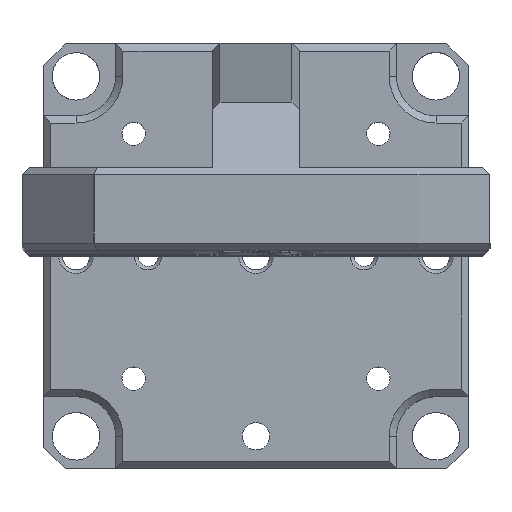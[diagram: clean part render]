
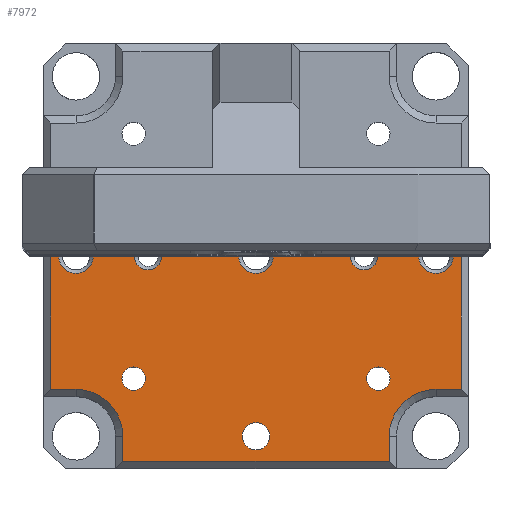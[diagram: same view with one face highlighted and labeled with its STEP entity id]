
A CAD part, top view. The second image highlights one B-rep face of the part: STEP entity #7972.
In plain terms, the highlighted planar face has unit normal (0, 0, 1).
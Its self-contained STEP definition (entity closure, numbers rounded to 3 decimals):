
#1186=CARTESIAN_POINT('',(9.847,96.,42.));
#1187=VERTEX_POINT('',#1186);
#1188=CARTESIAN_POINT('',(5.153,96.,42.));
#1189=VERTEX_POINT('',#1188);
#1213=CARTESIAN_POINT('',(4.,96.,42.));
#1214=VERTEX_POINT('',#1213);
#1283=CARTESIAN_POINT('',(34.847,96.,42.));
#1284=VERTEX_POINT('',#1283);
#1285=CARTESIAN_POINT('',(30.153,96.,42.));
#1286=VERTEX_POINT('',#1285);
#1308=CARTESIAN_POINT('',(19.333,96.,42.));
#1309=VERTEX_POINT('',#1308);
#1310=CARTESIAN_POINT('',(15.667,96.,42.));
#1311=VERTEX_POINT('',#1310);
#1365=CARTESIAN_POINT('',(61.,96.,42.));
#1366=VERTEX_POINT('',#1365);
#1405=CARTESIAN_POINT('',(49.333,96.,42.));
#1406=VERTEX_POINT('',#1405);
#1407=CARTESIAN_POINT('',(45.667,96.,42.));
#1408=VERTEX_POINT('',#1407);
#2557=CARTESIAN_POINT('',(5.153,96.,42.));
#2558=DIRECTION('',(-1.0,0.0,0.0));
#2559=VECTOR('',#2558,1.153);
#2560=LINE('',#2557,#2559);
#2561=EDGE_CURVE('',#1189,#1214,#2560,.T.);
#2564=CARTESIAN_POINT('',(15.667,96.,42.));
#2565=DIRECTION('',(-1.0,0.0,0.0));
#2566=VECTOR('',#2565,5.82);
#2567=LINE('',#2564,#2566);
#2568=EDGE_CURVE('',#1311,#1187,#2567,.T.);
#2571=CARTESIAN_POINT('',(30.153,96.,42.));
#2572=DIRECTION('',(-1.0,0.0,0.0));
#2573=VECTOR('',#2572,10.82);
#2574=LINE('',#2571,#2573);
#2575=EDGE_CURVE('',#1286,#1309,#2574,.T.);
#2578=CARTESIAN_POINT('',(45.667,96.,42.));
#2579=DIRECTION('',(-1.0,0.0,0.0));
#2580=VECTOR('',#2579,10.82);
#2581=LINE('',#2578,#2580);
#2582=EDGE_CURVE('',#1408,#1284,#2581,.T.);
#2585=CARTESIAN_POINT('',(55.153,96.,42.));
#2586=VERTEX_POINT('',#2585);
#2587=CARTESIAN_POINT('',(55.153,96.,42.));
#2588=DIRECTION('',(-1.0,0.0,0.0));
#2589=VECTOR('',#2588,5.82);
#2590=LINE('',#2587,#2589);
#2591=EDGE_CURVE('',#2586,#1406,#2590,.T.);
#2593=CARTESIAN_POINT('',(59.847,96.,42.));
#2594=VERTEX_POINT('',#2593);
#2601=CARTESIAN_POINT('',(61.,96.,42.));
#2602=DIRECTION('',(-1.0,0.0,0.0));
#2603=VECTOR('',#2602,1.153);
#2604=LINE('',#2601,#2603);
#2605=EDGE_CURVE('',#1366,#2594,#2604,.T.);
#7814=CARTESIAN_POINT('',(57.5,95.5,42.));
#7815=DIRECTION('',(0.0,0.0,1.0));
#7816=DIRECTION('',(1.0,0.0,0.0));
#7817=AXIS2_PLACEMENT_3D('',#7814,#7815,#7816);
#7818=CIRCLE('',#7817,2.4);
#7819=EDGE_CURVE('',#2586,#2594,#7818,.T.);
#7825=CARTESIAN_POINT('',(32.5,95.5,42.));
#7826=DIRECTION('',(0.0,0.0,-1.0));
#7827=DIRECTION('',(1.0,0.0,0.0));
#7828=AXIS2_PLACEMENT_3D('',#7825,#7826,#7827);
#7829=PLANE('',#7828);
#7830=ORIENTED_EDGE('',*,*,#2605,.T.);
#7831=ORIENTED_EDGE('',*,*,#7819,.F.);
#7832=ORIENTED_EDGE('',*,*,#2591,.T.);
#7833=CARTESIAN_POINT('',(47.5,95.5,42.));
#7834=DIRECTION('',(0.0,0.0,1.0));
#7835=DIRECTION('',(1.0,0.0,0.0));
#7836=AXIS2_PLACEMENT_3D('',#7833,#7834,#7835);
#7837=CIRCLE('',#7836,1.9);
#7838=EDGE_CURVE('',#1408,#1406,#7837,.T.);
#7839=ORIENTED_EDGE('',*,*,#7838,.F.);
#7840=ORIENTED_EDGE('',*,*,#2582,.T.);
#7841=CARTESIAN_POINT('',(32.5,95.5,42.));
#7842=DIRECTION('',(0.0,0.0,1.0));
#7843=DIRECTION('',(1.0,0.0,0.0));
#7844=AXIS2_PLACEMENT_3D('',#7841,#7842,#7843);
#7845=CIRCLE('',#7844,2.4);
#7846=EDGE_CURVE('',#1286,#1284,#7845,.T.);
#7847=ORIENTED_EDGE('',*,*,#7846,.F.);
#7848=ORIENTED_EDGE('',*,*,#2575,.T.);
#7849=CARTESIAN_POINT('',(17.5,95.5,42.));
#7850=DIRECTION('',(0.0,0.0,1.0));
#7851=DIRECTION('',(1.0,0.0,0.0));
#7852=AXIS2_PLACEMENT_3D('',#7849,#7850,#7851);
#7853=CIRCLE('',#7852,1.9);
#7854=EDGE_CURVE('',#1311,#1309,#7853,.T.);
#7855=ORIENTED_EDGE('',*,*,#7854,.F.);
#7856=ORIENTED_EDGE('',*,*,#2568,.T.);
#7857=CARTESIAN_POINT('',(7.5,95.5,42.));
#7858=DIRECTION('',(0.0,0.0,1.0));
#7859=DIRECTION('',(1.0,0.0,0.0));
#7860=AXIS2_PLACEMENT_3D('',#7857,#7858,#7859);
#7861=CIRCLE('',#7860,2.4);
#7862=EDGE_CURVE('',#1189,#1187,#7861,.T.);
#7863=ORIENTED_EDGE('',*,*,#7862,.F.);
#7864=ORIENTED_EDGE('',*,*,#2561,.T.);
#7865=CARTESIAN_POINT('',(4.,77.,42.));
#7866=VERTEX_POINT('',#7865);
#7867=CARTESIAN_POINT('',(4.,96.,42.));
#7868=DIRECTION('',(0.0,-1.0,0.0));
#7869=VECTOR('',#7868,19.);
#7870=LINE('',#7867,#7869);
#7871=EDGE_CURVE('',#1214,#7866,#7870,.T.);
#7872=ORIENTED_EDGE('',*,*,#7871,.T.);
#7873=CARTESIAN_POINT('',(7.5,77.,42.));
#7874=VERTEX_POINT('',#7873);
#7875=CARTESIAN_POINT('',(7.5,77.,42.));
#7876=DIRECTION('',(-1.0,0.0,0.0));
#7877=VECTOR('',#7876,3.5);
#7878=LINE('',#7875,#7877);
#7879=EDGE_CURVE('',#7874,#7866,#7878,.T.);
#7880=ORIENTED_EDGE('',*,*,#7879,.F.);
#7881=CARTESIAN_POINT('',(14.,70.5,42.));
#7882=VERTEX_POINT('',#7881);
#7883=CARTESIAN_POINT('',(7.5,70.5,42.));
#7884=DIRECTION('',(0.0,0.0,1.0));
#7885=DIRECTION('',(1.0,0.0,0.0));
#7886=AXIS2_PLACEMENT_3D('',#7883,#7884,#7885);
#7887=CIRCLE('',#7886,6.5);
#7888=EDGE_CURVE('',#7882,#7874,#7887,.T.);
#7889=ORIENTED_EDGE('',*,*,#7888,.F.);
#7890=CARTESIAN_POINT('',(14.,67.,42.));
#7891=VERTEX_POINT('',#7890);
#7892=CARTESIAN_POINT('',(14.,67.,42.));
#7893=DIRECTION('',(0.0,1.0,0.0));
#7894=VECTOR('',#7893,3.5);
#7895=LINE('',#7892,#7894);
#7896=EDGE_CURVE('',#7891,#7882,#7895,.T.);
#7897=ORIENTED_EDGE('',*,*,#7896,.F.);
#7898=CARTESIAN_POINT('',(51.,67.,42.));
#7899=VERTEX_POINT('',#7898);
#7900=CARTESIAN_POINT('',(51.,67.,42.));
#7901=DIRECTION('',(-1.0,0.0,0.0));
#7902=VECTOR('',#7901,37.0);
#7903=LINE('',#7900,#7902);
#7904=EDGE_CURVE('',#7899,#7891,#7903,.T.);
#7905=ORIENTED_EDGE('',*,*,#7904,.F.);
#7906=CARTESIAN_POINT('',(51.,70.5,42.));
#7907=VERTEX_POINT('',#7906);
#7908=CARTESIAN_POINT('',(51.,70.5,42.));
#7909=DIRECTION('',(0.0,-1.0,0.0));
#7910=VECTOR('',#7909,3.5);
#7911=LINE('',#7908,#7910);
#7912=EDGE_CURVE('',#7907,#7899,#7911,.T.);
#7913=ORIENTED_EDGE('',*,*,#7912,.F.);
#7914=CARTESIAN_POINT('',(57.5,77.,42.));
#7915=VERTEX_POINT('',#7914);
#7916=CARTESIAN_POINT('',(57.5,70.5,42.));
#7917=DIRECTION('',(0.0,0.0,1.0));
#7918=DIRECTION('',(-1.0,0.0,0.0));
#7919=AXIS2_PLACEMENT_3D('',#7916,#7917,#7918);
#7920=CIRCLE('',#7919,6.5);
#7921=EDGE_CURVE('',#7915,#7907,#7920,.T.);
#7922=ORIENTED_EDGE('',*,*,#7921,.F.);
#7923=CARTESIAN_POINT('',(61.,77.,42.));
#7924=VERTEX_POINT('',#7923);
#7925=CARTESIAN_POINT('',(61.,77.,42.));
#7926=DIRECTION('',(-1.0,0.0,0.0));
#7927=VECTOR('',#7926,3.5);
#7928=LINE('',#7925,#7927);
#7929=EDGE_CURVE('',#7924,#7915,#7928,.T.);
#7930=ORIENTED_EDGE('',*,*,#7929,.F.);
#7931=CARTESIAN_POINT('',(61.,77.,42.));
#7932=DIRECTION('',(0.0,1.0,0.0));
#7933=VECTOR('',#7932,19.);
#7934=LINE('',#7931,#7933);
#7935=EDGE_CURVE('',#7924,#1366,#7934,.T.);
#7936=ORIENTED_EDGE('',*,*,#7935,.T.);
#7937=EDGE_LOOP('',(#7830,#7831,#7832,#7839,#7840,#7847,#7848,#7855,#7856,#7863,#7864,#7872,#7880,#7889,#7897,#7905,#7913,#7922,#7930,#7936));
#7938=FACE_OUTER_BOUND('',#7937,.T.);
#7939=CARTESIAN_POINT('',(30.6,70.5,42.));
#7940=VERTEX_POINT('',#7939);
#7941=CARTESIAN_POINT('',(32.5,70.5,42.));
#7942=DIRECTION('',(0.0,0.0,-1.0));
#7943=DIRECTION('',(1.0,0.0,0.0));
#7944=AXIS2_PLACEMENT_3D('',#7941,#7942,#7943);
#7945=CIRCLE('',#7944,1.9);
#7946=EDGE_CURVE('',#7940,#7940,#7945,.T.);
#7947=ORIENTED_EDGE('',*,*,#7946,.T.);
#7948=EDGE_LOOP('',(#7947));
#7949=FACE_BOUND('',#7948,.T.);
#7950=CARTESIAN_POINT('',(47.879,78.5,42.));
#7951=VERTEX_POINT('',#7950);
#7952=CARTESIAN_POINT('',(49.5,78.5,42.));
#7953=DIRECTION('',(0.0,0.0,-1.0));
#7954=DIRECTION('',(1.0,0.0,0.0));
#7955=AXIS2_PLACEMENT_3D('',#7952,#7953,#7954);
#7956=CIRCLE('',#7955,1.621);
#7957=EDGE_CURVE('',#7951,#7951,#7956,.T.);
#7958=ORIENTED_EDGE('',*,*,#7957,.T.);
#7959=EDGE_LOOP('',(#7958));
#7960=FACE_BOUND('',#7959,.T.);
#7961=CARTESIAN_POINT('',(13.879,78.5,42.));
#7962=VERTEX_POINT('',#7961);
#7963=CARTESIAN_POINT('',(15.5,78.5,42.));
#7964=DIRECTION('',(0.0,0.0,-1.0));
#7965=DIRECTION('',(1.0,0.0,0.0));
#7966=AXIS2_PLACEMENT_3D('',#7963,#7964,#7965);
#7967=CIRCLE('',#7966,1.621);
#7968=EDGE_CURVE('',#7962,#7962,#7967,.T.);
#7969=ORIENTED_EDGE('',*,*,#7968,.T.);
#7970=EDGE_LOOP('',(#7969));
#7971=FACE_BOUND('',#7970,.T.);
#7972=ADVANCED_FACE('',(#7938,#7949,#7960,#7971),#7829,.F.);
